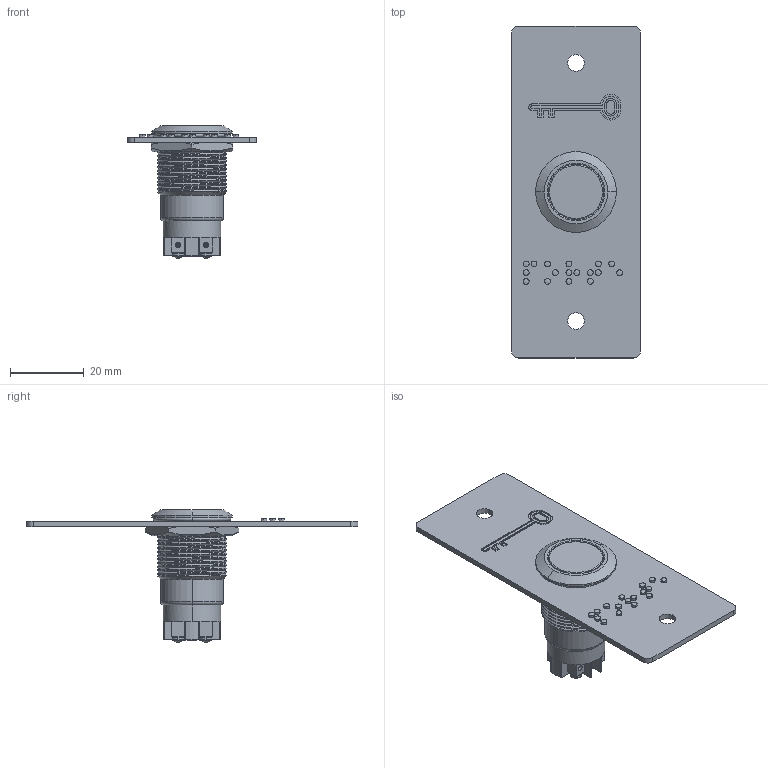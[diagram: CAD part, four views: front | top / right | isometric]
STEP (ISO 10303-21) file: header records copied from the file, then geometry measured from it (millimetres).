
FILE_DESCRIPTION (( 'STEP AP214' ), '1' );
FILE_NAME ('PB19NONCSTB.STEP', '2021-08-02T06:59:44', ( '' ), ( '' ), 'SwSTEP 2.0', 'SolidWorks 2020', '' );
FILE_SCHEMA (( 'AUTOMOTIVE_DESIGN' ));
Length unit declared in the file: millimetre
Products named in the file (7): PB19NONCSTB; BP-FACADE MODIF_MP0504-MARQUAGE BRAILLE PORTE + CLE; BP-BOUTON POUSSOIR INOX_PB19NO NC_ST; BP-ECROU; ISO 7045 - M1.6 x 3 - Z --- 3S_ISO 7045 - M1.6 x 3 - Z --- 3S; BP-JOINT_COMPRESSE; PB19_PB19NO NC_ST
Assembly tree (9 placements, depth 3):
  PB19NONCSTB
    BP-FACADE MODIF_MP0504-MARQUAGE BRAILLE PORTE + CLE
    PB19_PB19NO NC_ST
      BP-BOUTON POUSSOIR INOX_PB19NO NC_ST
      BP-ECROU
      BP-JOINT_COMPRESSE
      ISO 7045 - M1.6 x 3 - Z --- 3S_ISO 7045 - M1.6 x 3 - Z --- 3S  x4
Bounding box: 35 x 90 x 35.82 mm (x, y, z)
Volume: 12902.9 mm3; surface area: 11688.3 mm2
Topology: 24 solids, 24 shells, 895 faces, 2259 edges, 1452 vertices
Faces by surface type: plane 320, bspline 199, cone 172, cylinder 168, torus 28, sphere 8
Entity records: 34034 total; most frequent: CARTESIAN_POINT 17566, ORIENTED_EDGE 3190, DIRECTION 2300, EDGE_CURVE 1595, VERTEX_POINT 1046, VECTOR 820, LINE 820, AXIS2_PLACEMENT_3D 740
